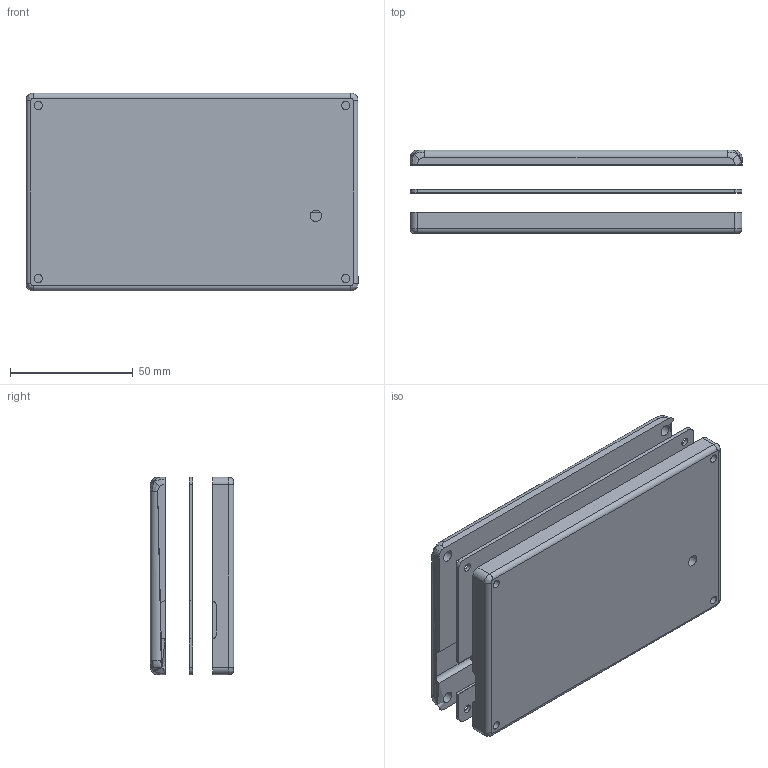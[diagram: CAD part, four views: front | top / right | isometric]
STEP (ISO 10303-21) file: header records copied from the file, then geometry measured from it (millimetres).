
FILE_DESCRIPTION(/* description */ (''),/* implementation_level */ '2;1');
FILE_NAME(/* name */ 'Case.step',/* time_stamp */ '2025-12-15T10:34:50+11:00',/* author */ (''),/* organization */ (''),/* preprocessor_version */ 'ST-DEVELOPER v20.1',/* originating_system */ 'Autodesk Translation Framework v14.21.0.0',/* authorisation */ '');
FILE_SCHEMA (('AUTOMOTIVE_DESIGN { 1 0 10303 214 3 1 1 }'));
Length unit declared in the file: millimetre
Products named in the file (1): 2025-12-07-07-06-53-341
Bounding box: 135.3 x 34 x 80.53 mm (x, y, z)
Volume: 88810.7 mm3; surface area: 58619.3 mm2
Topology: 3 solids, 3 shells, 219 faces, 593 edges, 380 vertices
Faces by surface type: plane 100, cylinder 94, bspline 25
Full cylindrical faces by diameter (mm): 3.4 x8, 4.7 x5, 8.7 x1
Entity records: 7755 total; most frequent: CARTESIAN_POINT 2051, ORIENTED_EDGE 1176, DIRECTION 1174, EDGE_CURVE 588, AXIS2_PLACEMENT_3D 410, VERTEX_POINT 381, LINE 354, VECTOR 354
